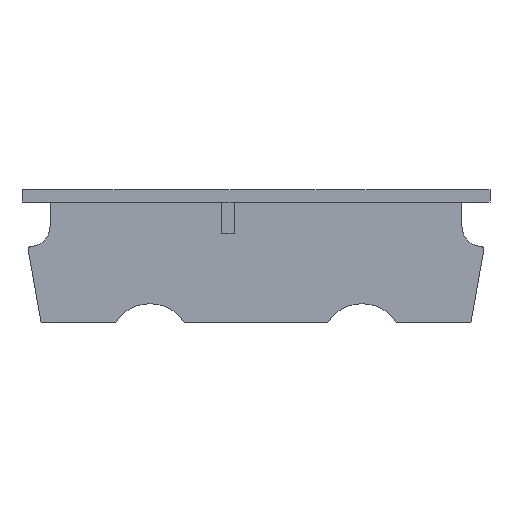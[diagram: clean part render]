
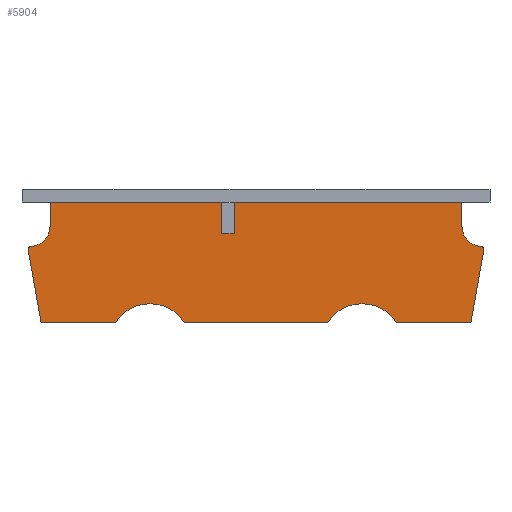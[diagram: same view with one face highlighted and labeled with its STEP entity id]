
A CAD part, front view. The second image highlights one B-rep face of the part: STEP entity #5904.
In plain terms, the highlighted planar face has unit normal (0, -1, 0).
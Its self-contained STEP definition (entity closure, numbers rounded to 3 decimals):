
#397=AXIS2_PLACEMENT_3D('Circle Axis2P3D',#395,#396,$) ;
#3653=AXIS2_PLACEMENT_3D('Circle Axis2P3D',#3651,#3652,$) ;
#3890=AXIS2_PLACEMENT_3D('Circle Axis2P3D',#3888,#3889,$) ;
#3923=AXIS2_PLACEMENT_3D('Circle Axis2P3D',#3921,#3922,$) ;
#3961=AXIS2_PLACEMENT_3D('Circle Axis2P3D',#3959,#3960,$) ;
#5853=AXIS2_PLACEMENT_3D('Plane Axis2P3D',#5850,#5851,#5852) ;
#5871=AXIS2_PLACEMENT_3D('Circle Axis2P3D',#5869,#5870,$) ;
#367=CARTESIAN_POINT('Vertex',(33.,-34.4,0.)) ;
#370=CARTESIAN_POINT('Line Origine',(33.,-34.4,-1.953)) ;
#374=CARTESIAN_POINT('Vertex',(33.,-34.4,-3.906)) ;
#395=CARTESIAN_POINT('Axis2P3D Location',(36.2,-34.4,-3.906)) ;
#399=CARTESIAN_POINT('Vertex',(36.,-34.4,-7.1)) ;
#2326=CARTESIAN_POINT('Vertex',(-5.5,-34.4,-5.)) ;
#2340=CARTESIAN_POINT('Vertex',(-5.5,-34.4,0.)) ;
#2343=CARTESIAN_POINT('Line Origine',(-5.5,-34.4,-2.5)) ;
#2935=CARTESIAN_POINT('Vertex',(-3.5,-34.4,-5.)) ;
#2945=CARTESIAN_POINT('Line Origine',(-4.5,-34.4,-5.)) ;
#3629=CARTESIAN_POINT('Vertex',(11.468,-34.4,-19.3)) ;
#3632=CARTESIAN_POINT('Line Origine',(0.,-34.4,-19.3)) ;
#3636=CARTESIAN_POINT('Vertex',(-11.468,-34.4,-19.3)) ;
#3651=CARTESIAN_POINT('Axis2P3D Location',(-17.,-34.4,-22.9)) ;
#3655=CARTESIAN_POINT('Vertex',(-22.532,-34.4,-19.3)) ;
#3885=CARTESIAN_POINT('Vertex',(-36.,-34.4,-7.1)) ;
#3888=CARTESIAN_POINT('Axis2P3D Location',(-36.2,-34.4,-3.906)) ;
#3892=CARTESIAN_POINT('Vertex',(-33.,-34.4,-3.906)) ;
#3918=CARTESIAN_POINT('Vertex',(-36.492,-34.4,-7.687)) ;
#3921=CARTESIAN_POINT('Axis2P3D Location',(-36.,-34.4,-7.6)) ;
#3944=CARTESIAN_POINT('Vertex',(-34.445,-34.4,-19.3)) ;
#3947=CARTESIAN_POINT('Line Origine',(-35.469,-34.4,-13.493)) ;
#3959=CARTESIAN_POINT('Axis2P3D Location',(17.,-34.4,-22.9)) ;
#3963=CARTESIAN_POINT('Vertex',(22.532,-34.4,-19.3)) ;
#4251=CARTESIAN_POINT('Line Origine',(-28.488,-34.4,-19.3)) ;
#4470=CARTESIAN_POINT('Line Origine',(-3.5,-34.4,-2.5)) ;
#4474=CARTESIAN_POINT('Vertex',(-3.5,-34.4,0.)) ;
#4759=CARTESIAN_POINT('Line Origine',(-33.,-34.4,-1.953)) ;
#4763=CARTESIAN_POINT('Vertex',(-33.,-34.4,0.)) ;
#5850=CARTESIAN_POINT('Axis2P3D Location',(-36.5,-34.4,0.)) ;
#5855=CARTESIAN_POINT('Line Origine',(28.488,-34.4,-19.3)) ;
#5859=CARTESIAN_POINT('Vertex',(34.445,-34.4,-19.3)) ;
#5862=CARTESIAN_POINT('Line Origine',(35.469,-34.4,-13.493)) ;
#5866=CARTESIAN_POINT('Vertex',(36.492,-34.4,-7.687)) ;
#5869=CARTESIAN_POINT('Axis2P3D Location',(36.,-34.4,-7.6)) ;
#5874=CARTESIAN_POINT('Line Origine',(14.75,-34.4,0.)) ;
#5879=CARTESIAN_POINT('Line Origine',(-19.25,-34.4,0.)) ;
#371=DIRECTION('Vector Direction',(0.,0.,-1.)) ;
#396=DIRECTION('Axis2P3D Direction',(0.,1.,-0.)) ;
#2344=DIRECTION('Vector Direction',(0.,0.,-1.)) ;
#2946=DIRECTION('Vector Direction',(1.,0.,0.)) ;
#3633=DIRECTION('Vector Direction',(1.,0.,0.)) ;
#3652=DIRECTION('Axis2P3D Direction',(-0.,1.,0.)) ;
#3889=DIRECTION('Axis2P3D Direction',(0.,-1.,-0.)) ;
#3922=DIRECTION('Axis2P3D Direction',(0.,-1.,-0.)) ;
#3948=DIRECTION('Vector Direction',(0.174,0.,-0.985)) ;
#3960=DIRECTION('Axis2P3D Direction',(-0.,1.,0.)) ;
#4252=DIRECTION('Vector Direction',(1.,0.,0.)) ;
#4471=DIRECTION('Vector Direction',(0.,0.,-1.)) ;
#4760=DIRECTION('Vector Direction',(0.,0.,-1.)) ;
#5851=DIRECTION('Axis2P3D Direction',(-0.,1.,0.)) ;
#5852=DIRECTION('Axis2P3D XDirection',(1.,0.,0.)) ;
#5856=DIRECTION('Vector Direction',(1.,0.,0.)) ;
#5863=DIRECTION('Vector Direction',(-0.174,0.,-0.985)) ;
#5870=DIRECTION('Axis2P3D Direction',(-0.,1.,0.)) ;
#5875=DIRECTION('Vector Direction',(1.,0.,0.)) ;
#5880=DIRECTION('Vector Direction',(1.,0.,0.)) ;
#372=VECTOR('Line Direction',#371,1.) ;
#2345=VECTOR('Line Direction',#2344,1.) ;
#2947=VECTOR('Line Direction',#2946,1.) ;
#3634=VECTOR('Line Direction',#3633,1.) ;
#3949=VECTOR('Line Direction',#3948,1.) ;
#4253=VECTOR('Line Direction',#4252,1.) ;
#4472=VECTOR('Line Direction',#4471,1.) ;
#4761=VECTOR('Line Direction',#4760,1.) ;
#5857=VECTOR('Line Direction',#5856,1.) ;
#5864=VECTOR('Line Direction',#5863,1.) ;
#5876=VECTOR('Line Direction',#5875,1.) ;
#5881=VECTOR('Line Direction',#5880,1.) ;
#5885=ORIENTED_EDGE('',*,*,#3965,.T.) ;
#5886=ORIENTED_EDGE('',*,*,#5861,.T.) ;
#5887=ORIENTED_EDGE('',*,*,#5868,.T.) ;
#5888=ORIENTED_EDGE('',*,*,#5873,.T.) ;
#5889=ORIENTED_EDGE('',*,*,#401,.T.) ;
#5890=ORIENTED_EDGE('',*,*,#376,.T.) ;
#5891=ORIENTED_EDGE('',*,*,#5878,.F.) ;
#5892=ORIENTED_EDGE('',*,*,#4476,.T.) ;
#5893=ORIENTED_EDGE('',*,*,#2949,.F.) ;
#5894=ORIENTED_EDGE('',*,*,#2347,.F.) ;
#5895=ORIENTED_EDGE('',*,*,#5883,.F.) ;
#5896=ORIENTED_EDGE('',*,*,#4765,.F.) ;
#5897=ORIENTED_EDGE('',*,*,#3894,.F.) ;
#5898=ORIENTED_EDGE('',*,*,#3925,.F.) ;
#5899=ORIENTED_EDGE('',*,*,#3951,.F.) ;
#5900=ORIENTED_EDGE('',*,*,#4255,.T.) ;
#5901=ORIENTED_EDGE('',*,*,#3657,.T.) ;
#5902=ORIENTED_EDGE('',*,*,#3638,.T.) ;
#5904=ADVANCED_FACE('Corps principal',(#5903),#5854,.F.) ;
#398=CIRCLE('generated circle',#397,3.2) ;
#3654=CIRCLE('generated circle',#3653,6.6) ;
#3891=CIRCLE('generated circle',#3890,3.2) ;
#3924=CIRCLE('generated circle',#3923,0.5) ;
#3962=CIRCLE('generated circle',#3961,6.6) ;
#5872=CIRCLE('generated circle',#5871,0.5) ;
#376=EDGE_CURVE('',#375,#368,#373,.F.) ;
#401=EDGE_CURVE('',#400,#375,#398,.T.) ;
#2347=EDGE_CURVE('',#2341,#2327,#2346,.T.) ;
#2949=EDGE_CURVE('',#2327,#2936,#2948,.T.) ;
#3638=EDGE_CURVE('',#3637,#3630,#3635,.T.) ;
#3657=EDGE_CURVE('',#3656,#3637,#3654,.T.) ;
#3894=EDGE_CURVE('',#3886,#3893,#3891,.T.) ;
#3925=EDGE_CURVE('',#3919,#3886,#3924,.F.) ;
#3951=EDGE_CURVE('',#3945,#3919,#3950,.F.) ;
#3965=EDGE_CURVE('',#3630,#3964,#3962,.T.) ;
#4255=EDGE_CURVE('',#3945,#3656,#4254,.T.) ;
#4476=EDGE_CURVE('',#4475,#2936,#4473,.T.) ;
#4765=EDGE_CURVE('',#3893,#4764,#4762,.F.) ;
#5861=EDGE_CURVE('',#3964,#5860,#5858,.T.) ;
#5868=EDGE_CURVE('',#5860,#5867,#5865,.F.) ;
#5873=EDGE_CURVE('',#5867,#400,#5872,.F.) ;
#5878=EDGE_CURVE('',#4475,#368,#5877,.T.) ;
#5883=EDGE_CURVE('',#4764,#2341,#5882,.T.) ;
#5884=EDGE_LOOP('',(#5885,#5886,#5887,#5888,#5889,#5890,#5891,#5892,#5893,#5894,#5895,#5896,#5897,#5898,#5899,#5900,#5901,#5902)) ;
#5903=FACE_OUTER_BOUND('',#5884,.T.) ;
#373=LINE('Line',#370,#372) ;
#2346=LINE('Line',#2343,#2345) ;
#2948=LINE('Line',#2945,#2947) ;
#3635=LINE('Line',#3632,#3634) ;
#3950=LINE('Line',#3947,#3949) ;
#4254=LINE('Line',#4251,#4253) ;
#4473=LINE('Line',#4470,#4472) ;
#4762=LINE('Line',#4759,#4761) ;
#5858=LINE('Line',#5855,#5857) ;
#5865=LINE('Line',#5862,#5864) ;
#5877=LINE('Line',#5874,#5876) ;
#5882=LINE('Line',#5879,#5881) ;
#5854=PLANE('',#5853) ;
#368=VERTEX_POINT('',#367) ;
#375=VERTEX_POINT('',#374) ;
#400=VERTEX_POINT('',#399) ;
#2327=VERTEX_POINT('',#2326) ;
#2341=VERTEX_POINT('',#2340) ;
#2936=VERTEX_POINT('',#2935) ;
#3630=VERTEX_POINT('',#3629) ;
#3637=VERTEX_POINT('',#3636) ;
#3656=VERTEX_POINT('',#3655) ;
#3886=VERTEX_POINT('',#3885) ;
#3893=VERTEX_POINT('',#3892) ;
#3919=VERTEX_POINT('',#3918) ;
#3945=VERTEX_POINT('',#3944) ;
#3964=VERTEX_POINT('',#3963) ;
#4475=VERTEX_POINT('',#4474) ;
#4764=VERTEX_POINT('',#4763) ;
#5860=VERTEX_POINT('',#5859) ;
#5867=VERTEX_POINT('',#5866) ;
